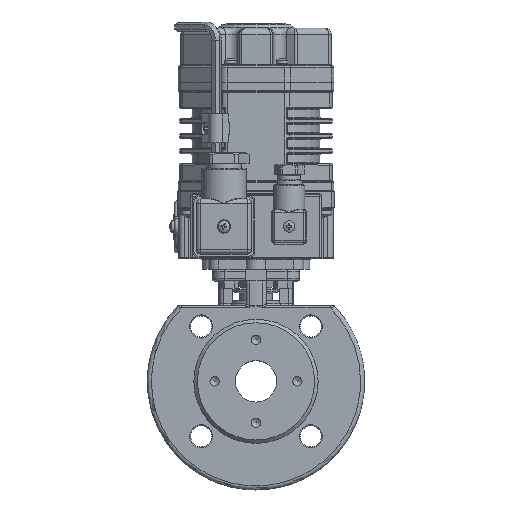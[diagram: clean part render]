
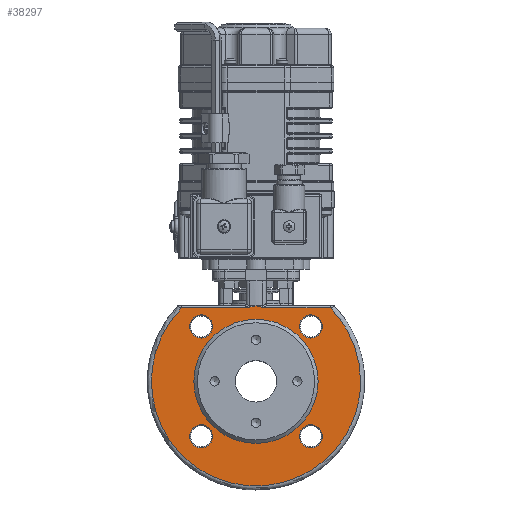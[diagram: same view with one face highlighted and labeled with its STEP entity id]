
A CAD part, top view. The second image highlights one B-rep face of the part: STEP entity #38297.
In plain terms, the highlighted planar face has unit normal (0, 0, 1).
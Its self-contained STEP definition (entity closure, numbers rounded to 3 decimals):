
#1070=PLANE('',#48322);
#1884=B_SPLINE_CURVE_WITH_KNOTS('',3,(#66146,#66147,#66148,#66149),
 .UNSPECIFIED.,.F.,.F.,(4,4),(0.,1.),.UNSPECIFIED.);
#1885=B_SPLINE_CURVE_WITH_KNOTS('',3,(#66151,#66152,#66153,#66154),
 .UNSPECIFIED.,.F.,.F.,(4,4),(0.,1.),.UNSPECIFIED.);
#1906=B_SPLINE_CURVE_WITH_KNOTS('',3,(#66620,#66621,#66622,#66623,#66624,
#66625,#66626,#66627,#66628,#66629,#66630,#66631,#66632,#66633),
 .UNSPECIFIED.,.F.,.F.,(4,1,1,1,1,1,1,1,1,1,1,4),(0.,0.25,0.375,0.438,
0.5,0.563,0.625,0.688,0.75,0.813,0.875,1.),.UNSPECIFIED.);
#1913=B_SPLINE_CURVE_WITH_KNOTS('',3,(#66842,#66843,#66844,#66845,#66846),
 .UNSPECIFIED.,.F.,.F.,(4,1,4),(0.,0.5,1.),.UNSPECIFIED.);
#1914=B_SPLINE_CURVE_WITH_KNOTS('',3,(#66848,#66849,#66850,#66851),
 .UNSPECIFIED.,.F.,.F.,(4,4),(0.,1.),.UNSPECIFIED.);
#1958=B_SPLINE_CURVE_WITH_KNOTS('',3,(#68550,#68551,#68552,#68553,#68554,
#68555,#68556,#68557,#68558,#68559,#68560,#68561),.UNSPECIFIED.,.F.,.F.,
(4,1,1,1,1,1,1,1,1,4),(0.,0.125,0.188,0.25,0.313,0.375,0.5,0.625,0.75,
1.),.UNSPECIFIED.);
#1966=B_SPLINE_CURVE_WITH_KNOTS('',3,(#68895,#68896,#68897,#68898,#68899,
#68900,#68901),.UNSPECIFIED.,.F.,.F.,(4,1,1,1,4),(0.,0.25,0.5,0.75,1.),
 .UNSPECIFIED.);
#1967=B_SPLINE_CURVE_WITH_KNOTS('',3,(#68903,#68904,#68905,#68906,#68907,
#68908,#68909,#68910,#68911,#68912,#68913,#68914,#68915),.UNSPECIFIED.,
 .F.,.F.,(4,1,1,1,1,1,1,1,1,1,4),(0.,0.063,0.125,0.25,0.375,0.5,0.625,
0.75,0.875,0.938,1.),.UNSPECIFIED.);
#1968=B_SPLINE_CURVE_WITH_KNOTS('',3,(#68917,#68918,#68919,#68920,#68921,
#68922,#68923),.UNSPECIFIED.,.F.,.F.,(4,1,1,1,4),(0.,0.25,0.5,0.75,1.),
 .UNSPECIFIED.);
#2753=LINE('',#68307,#5154);
#2770=LINE('',#68893,#5171);
#5154=VECTOR('',#53764,1000.);
#5171=VECTOR('',#53873,1000.);
#8268=ORIENTED_EDGE('',*,*,#19439,.F.);
#8269=ORIENTED_EDGE('',*,*,#19452,.T.);
#8270=ORIENTED_EDGE('',*,*,#19453,.T.);
#8271=ORIENTED_EDGE('',*,*,#19454,.T.);
#8272=ORIENTED_EDGE('',*,*,#19455,.T.);
#8273=ORIENTED_EDGE('',*,*,#19403,.F.);
#8274=ORIENTED_EDGE('',*,*,#19339,.T.);
#8275=ORIENTED_EDGE('',*,*,#19194,.T.);
#8276=ORIENTED_EDGE('',*,*,#19193,.T.);
#8277=ORIENTED_EDGE('',*,*,#19347,.T.);
#8278=ORIENTED_EDGE('',*,*,#19346,.T.);
#8279=ORIENTED_EDGE('',*,*,#19456,.T.);
#8280=ORIENTED_EDGE('',*,*,#19457,.T.);
#8281=ORIENTED_EDGE('',*,*,#19458,.T.);
#8282=ORIENTED_EDGE('',*,*,#19459,.T.);
#8283=ORIENTED_EDGE('',*,*,#19460,.T.);
#19193=EDGE_CURVE('',#24947,#24857,#1884,.T.);
#19194=EDGE_CURVE('',#24948,#24947,#1885,.T.);
#19339=EDGE_CURVE('',#25022,#24948,#1906,.T.);
#19346=EDGE_CURVE('',#25027,#25026,#1913,.T.);
#19347=EDGE_CURVE('',#24857,#25027,#1914,.T.);
#19403=EDGE_CURVE('',#25022,#25060,#2753,.T.);
#19439=EDGE_CURVE('',#25075,#25026,#1958,.F.);
#19452=EDGE_CURVE('',#25075,#25084,#2770,.F.);
#19453=EDGE_CURVE('',#25084,#25085,#1966,.T.);
#19454=EDGE_CURVE('',#25085,#25086,#1967,.T.);
#19455=EDGE_CURVE('',#25086,#25060,#1968,.T.);
#19456=EDGE_CURVE('',#25087,#25087,#28635,.T.);
#19457=EDGE_CURVE('',#25088,#25088,#28636,.F.);
#19458=EDGE_CURVE('',#25089,#25089,#28637,.F.);
#19459=EDGE_CURVE('',#25090,#25090,#28638,.F.);
#19460=EDGE_CURVE('',#25091,#25091,#28639,.F.);
#24857=VERTEX_POINT('',#65693);
#24947=VERTEX_POINT('',#66150);
#24948=VERTEX_POINT('',#66155);
#25022=VERTEX_POINT('',#66634);
#25026=VERTEX_POINT('',#66841);
#25027=VERTEX_POINT('',#66847);
#25060=VERTEX_POINT('',#68290);
#25075=VERTEX_POINT('',#68549);
#25084=VERTEX_POINT('',#68894);
#25085=VERTEX_POINT('',#68902);
#25086=VERTEX_POINT('',#68916);
#25087=VERTEX_POINT('',#68925);
#25088=VERTEX_POINT('',#68927);
#25089=VERTEX_POINT('',#68929);
#25090=VERTEX_POINT('',#68931);
#25091=VERTEX_POINT('',#68933);
#28635=CIRCLE('',#48323,30.);
#28636=CIRCLE('',#48324,5.6);
#28637=CIRCLE('',#48325,5.6);
#28638=CIRCLE('',#48326,5.6);
#28639=CIRCLE('',#48327,5.6);
#31329=EDGE_LOOP('',(#8268,#8269,#8270,#8271,#8272,#8273,#8274,#8275,#8276,
#8277,#8278));
#31330=EDGE_LOOP('',(#8279));
#31331=EDGE_LOOP('',(#8280));
#31332=EDGE_LOOP('',(#8281));
#31333=EDGE_LOOP('',(#8282));
#31334=EDGE_LOOP('',(#8283));
#34300=FACE_BOUND('',#31329,.T.);
#34301=FACE_BOUND('',#31330,.T.);
#34302=FACE_BOUND('',#31331,.T.);
#34303=FACE_BOUND('',#31332,.T.);
#34304=FACE_BOUND('',#31333,.T.);
#34305=FACE_BOUND('',#31334,.T.);
#38297=ADVANCED_FACE('',(#34300,#34301,#34302,#34303,#34304,#34305),#1070,
 .T.);
#48322=AXIS2_PLACEMENT_3D('',#68892,#53871,#53872);
#48323=AXIS2_PLACEMENT_3D('',#68924,#53874,#53875);
#48324=AXIS2_PLACEMENT_3D('',#68926,#53876,#53877);
#48325=AXIS2_PLACEMENT_3D('',#68928,#53878,#53879);
#48326=AXIS2_PLACEMENT_3D('',#68930,#53880,#53881);
#48327=AXIS2_PLACEMENT_3D('',#68932,#53882,#53883);
#53764=DIRECTION('',(1.,0.,0.));
#53871=DIRECTION('',(0.,0.,1.));
#53872=DIRECTION('',(1.,0.,0.));
#53873=DIRECTION('',(1.,0.,0.));
#53874=DIRECTION('',(0.,0.,-1.));
#53875=DIRECTION('',(-1.,0.,0.));
#53876=DIRECTION('',(0.,0.,1.));
#53877=DIRECTION('',(1.,0.,0.));
#53878=DIRECTION('',(0.,0.,1.));
#53879=DIRECTION('',(1.,0.,0.));
#53880=DIRECTION('',(0.,0.,1.));
#53881=DIRECTION('',(1.,0.,0.));
#53882=DIRECTION('',(0.,0.,1.));
#53883=DIRECTION('',(1.,0.,0.));
#65693=CARTESIAN_POINT('',(0.,35.211,36.));
#66146=CARTESIAN_POINT('',(0.808,35.016,36.));
#66147=CARTESIAN_POINT('',(0.539,35.081,36.));
#66148=CARTESIAN_POINT('',(0.269,35.146,36.));
#66149=CARTESIAN_POINT('',(0.,35.211,36.));
#66150=CARTESIAN_POINT('',(0.808,35.016,36.));
#66151=CARTESIAN_POINT('',(3.245,34.491,36.));
#66152=CARTESIAN_POINT('',(2.364,34.654,36.));
#66153=CARTESIAN_POINT('',(1.626,34.819,36.));
#66154=CARTESIAN_POINT('',(0.808,35.016,36.));
#66155=CARTESIAN_POINT('',(3.245,34.491,36.));
#66620=CARTESIAN_POINT('',(4.534,34.211,36.));
#66621=CARTESIAN_POINT('',(4.439,34.211,36.));
#66622=CARTESIAN_POINT('',(4.289,34.224,36.));
#66623=CARTESIAN_POINT('',(4.087,34.263,36.));
#66624=CARTESIAN_POINT('',(3.979,34.288,36.));
#66625=CARTESIAN_POINT('',(3.86,34.321,36.));
#66626=CARTESIAN_POINT('',(3.871,34.318,36.));
#66627=CARTESIAN_POINT('',(3.799,34.339,36.));
#66628=CARTESIAN_POINT('',(3.711,34.366,36.));
#66629=CARTESIAN_POINT('',(3.551,34.414,36.));
#66630=CARTESIAN_POINT('',(3.474,34.436,36.));
#66631=CARTESIAN_POINT('',(3.356,34.468,36.));
#66632=CARTESIAN_POINT('',(3.287,34.483,36.));
#66633=CARTESIAN_POINT('',(3.245,34.491,36.));
#66634=CARTESIAN_POINT('',(4.534,34.211,36.));
#66841=CARTESIAN_POINT('',(-3.051,34.526,36.));
#66842=CARTESIAN_POINT('',(-0.76,35.028,36.));
#66843=CARTESIAN_POINT('',(-1.111,34.943,36.));
#66844=CARTESIAN_POINT('',(-1.889,34.761,36.));
#66845=CARTESIAN_POINT('',(-2.659,34.601,36.));
#66846=CARTESIAN_POINT('',(-3.051,34.526,36.));
#66847=CARTESIAN_POINT('',(-0.76,35.028,36.));
#66848=CARTESIAN_POINT('',(0.,35.211,36.));
#66849=CARTESIAN_POINT('',(-0.253,35.15,36.));
#66850=CARTESIAN_POINT('',(-0.507,35.089,36.));
#66851=CARTESIAN_POINT('',(-0.76,35.028,36.));
#68290=CARTESIAN_POINT('',(35.917,34.211,36.));
#68307=CARTESIAN_POINT('',(4.534,34.211,36.));
#68549=CARTESIAN_POINT('',(-4.386,34.211,36.));
#68550=CARTESIAN_POINT('',(-3.051,34.526,36.));
#68551=CARTESIAN_POINT('',(-3.094,34.518,36.));
#68552=CARTESIAN_POINT('',(-3.17,34.5,36.));
#68553=CARTESIAN_POINT('',(-3.281,34.468,36.));
#68554=CARTESIAN_POINT('',(-3.398,34.43,36.));
#68555=CARTESIAN_POINT('',(-3.428,34.42,36.));
#68556=CARTESIAN_POINT('',(-3.608,34.36,36.));
#68557=CARTESIAN_POINT('',(-3.694,34.331,36.));
#68558=CARTESIAN_POINT('',(-3.903,34.272,36.));
#68559=CARTESIAN_POINT('',(-4.126,34.227,36.));
#68560=CARTESIAN_POINT('',(-4.288,34.211,36.));
#68561=CARTESIAN_POINT('',(-4.386,34.211,36.));
#68892=CARTESIAN_POINT('',(0.,-8.289,36.));
#68893=CARTESIAN_POINT('',(0.,34.211,36.));
#68894=CARTESIAN_POINT('',(-35.917,34.211,36.));
#68895=CARTESIAN_POINT('',(-35.917,34.211,36.));
#68896=CARTESIAN_POINT('',(-38.23,31.871,36.));
#68897=CARTESIAN_POINT('',(-42.376,26.764,36.));
#68898=CARTESIAN_POINT('',(-47.01,18.023,36.));
#68899=CARTESIAN_POINT('',(-49.858,8.549,36.));
#68900=CARTESIAN_POINT('',(-50.5,2.003,36.));
#68901=CARTESIAN_POINT('',(-50.5,-1.289,36.));
#68902=CARTESIAN_POINT('',(-50.5,-1.289,36.));
#68903=CARTESIAN_POINT('',(-50.5,-1.289,36.));
#68904=CARTESIAN_POINT('',(-50.5,-4.605,36.));
#68905=CARTESIAN_POINT('',(-49.848,-11.199,36.));
#68906=CARTESIAN_POINT('',(-45.995,-23.921,36.));
#68907=CARTESIAN_POINT('',(-36.64,-37.926,36.));
#68908=CARTESIAN_POINT('',(-19.828,-49.159,36.));
#68909=CARTESIAN_POINT('',(0.,-53.103,36.));
#68910=CARTESIAN_POINT('',(19.828,-49.159,36.));
#68911=CARTESIAN_POINT('',(36.64,-37.926,36.));
#68912=CARTESIAN_POINT('',(45.995,-23.921,36.));
#68913=CARTESIAN_POINT('',(49.848,-11.199,36.));
#68914=CARTESIAN_POINT('',(50.5,-4.605,36.));
#68915=CARTESIAN_POINT('',(50.5,-1.289,36.));
#68916=CARTESIAN_POINT('',(50.5,-1.289,36.));
#68917=CARTESIAN_POINT('',(50.5,-1.289,36.));
#68918=CARTESIAN_POINT('',(50.5,2.003,36.));
#68919=CARTESIAN_POINT('',(49.858,8.549,36.));
#68920=CARTESIAN_POINT('',(47.01,18.023,36.));
#68921=CARTESIAN_POINT('',(42.375,26.764,36.));
#68922=CARTESIAN_POINT('',(38.23,31.87,36.));
#68923=CARTESIAN_POINT('',(35.917,34.211,36.));
#68924=CARTESIAN_POINT('',(0.,-1.289,36.));
#68925=CARTESIAN_POINT('',(-30.,-1.289,36.));
#68926=CARTESIAN_POINT('',(-26.517,25.228,36.));
#68927=CARTESIAN_POINT('',(-20.917,25.228,36.));
#68928=CARTESIAN_POINT('',(26.517,25.228,36.));
#68929=CARTESIAN_POINT('',(32.116,25.228,36.));
#68930=CARTESIAN_POINT('',(26.517,-27.805,36.));
#68931=CARTESIAN_POINT('',(32.116,-27.805,36.));
#68932=CARTESIAN_POINT('',(-26.517,-27.805,36.));
#68933=CARTESIAN_POINT('',(-20.917,-27.805,36.));
